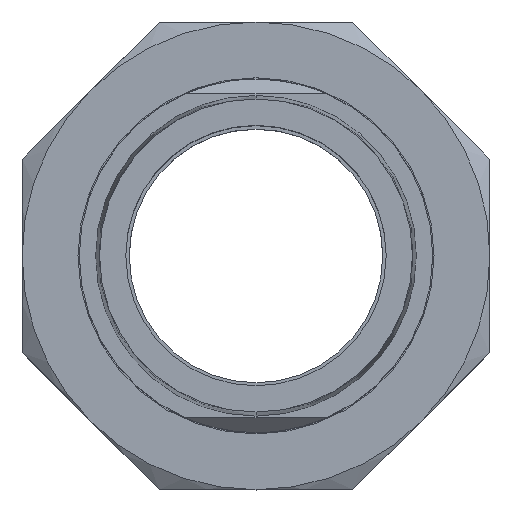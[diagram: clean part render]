
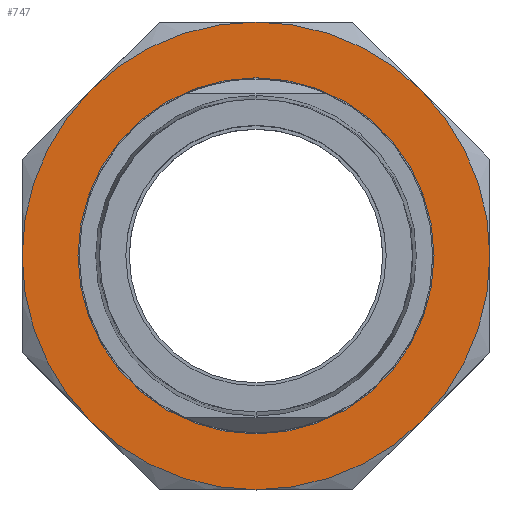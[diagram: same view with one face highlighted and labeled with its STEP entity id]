
A CAD part, top view. The second image highlights one B-rep face of the part: STEP entity #747.
In plain terms, the highlighted planar face has unit normal (0, 0, 1).
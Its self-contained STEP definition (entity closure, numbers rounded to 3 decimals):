
#122 = VERTEX_POINT ( 'NONE', #967 ) ;
#268 = VERTEX_POINT ( 'NONE', #1181 ) ;
#288 = VERTEX_POINT ( 'NONE', #1225 ) ;
#289 = EDGE_CURVE ( 'NONE', #381, #268, #1224, .T. ) ;
#304 = VERTEX_POINT ( 'NONE', #1259 ) ;
#305 = EDGE_CURVE ( 'NONE', #122, #304, #1253, .T. ) ;
#341 = EDGE_CURVE ( 'NONE', #268, #288, #1334, .T. ) ;
#381 = VERTEX_POINT ( 'NONE', #1457 ) ;
#386 = EDGE_CURVE ( 'NONE', #387, #381, #1445, .T. ) ;
#387 = VERTEX_POINT ( 'NONE', #1485 ) ;
#397 = VERTEX_POINT ( 'NONE', #1508 ) ;
#400 = VERTEX_POINT ( 'NONE', #1507 ) ;
#405 = EDGE_CURVE ( 'NONE', #400, #387, #1535, .T. ) ;
#416 = EDGE_CURVE ( 'NONE', #431, #421, #1560, .T. ) ;
#421 = VERTEX_POINT ( 'NONE', #1554 ) ;
#424 = EDGE_CURVE ( 'NONE', #397, #400, #1552, .T. ) ;
#431 = VERTEX_POINT ( 'NONE', #1591 ) ;
#436 = EDGE_CURVE ( 'NONE', #421, #397, #1611, .T. ) ;
#440 = EDGE_CURVE ( 'NONE', #288, #431, #1655, .T. ) ;
#493 = ORIENTED_EDGE ( 'NONE', *, *, #436, .T. ) ;
#494 = ORIENTED_EDGE ( 'NONE', *, *, #416, .T. ) ;
#736 = ORIENTED_EDGE ( 'NONE', *, *, #424, .T. ) ;
#746 = EDGE_CURVE ( 'NONE', #304, #122, #2229, .T. ) ;
#747 = ADVANCED_FACE ( 'NONE', ( #2224, #2223 ), #2222, .F. ) ;
#748 = ORIENTED_EDGE ( 'NONE', *, *, #746, .F. ) ;
#749 = ORIENTED_EDGE ( 'NONE', *, *, #305, .F. ) ;
#750 = EDGE_LOOP ( 'NONE', ( #751, #752, #753, #754, #755, #494, #493, #736 ) ) ;
#751 = ORIENTED_EDGE ( 'NONE', *, *, #405, .T. ) ;
#752 = ORIENTED_EDGE ( 'NONE', *, *, #386, .T. ) ;
#753 = ORIENTED_EDGE ( 'NONE', *, *, #289, .T. ) ;
#754 = ORIENTED_EDGE ( 'NONE', *, *, #341, .T. ) ;
#755 = ORIENTED_EDGE ( 'NONE', *, *, #440, .T. ) ;
#768 = EDGE_LOOP ( 'NONE', ( #748, #749 ) ) ;
#967 = CARTESIAN_POINT ( 'NONE',  ( -33.5, 0., 14. ) ) ;
#1181 = CARTESIAN_POINT ( 'NONE',  ( -31.113, 31.113, 14. ) ) ;
#1220 = DIRECTION ( 'NONE',  ( 1., 0., 0. ) ) ;
#1221 = DIRECTION ( 'NONE',  ( 0., 0., 1. ) ) ;
#1222 = CARTESIAN_POINT ( 'NONE',  ( 0., 0., 14. ) ) ;
#1223 = AXIS2_PLACEMENT_3D ( 'NONE', #1222, #1221, #1220 ) ;
#1224 = CIRCLE ( 'NONE', #1223, 44. ) ;
#1225 = CARTESIAN_POINT ( 'NONE',  ( -44., 0., 14. ) ) ;
#1249 = DIRECTION ( 'NONE',  ( 1., 0., 0. ) ) ;
#1250 = DIRECTION ( 'NONE',  ( 0., 0., 1. ) ) ;
#1251 = CARTESIAN_POINT ( 'NONE',  ( 0., 0., 14. ) ) ;
#1252 = AXIS2_PLACEMENT_3D ( 'NONE', #1251, #1250, #1249 ) ;
#1253 = CIRCLE ( 'NONE', #1252, 33.5 ) ;
#1259 = CARTESIAN_POINT ( 'NONE',  ( 33.5, 0., 14. ) ) ;
#1330 = DIRECTION ( 'NONE',  ( 1., 0., 0. ) ) ;
#1331 = DIRECTION ( 'NONE',  ( 0., 0., 1. ) ) ;
#1332 = CARTESIAN_POINT ( 'NONE',  ( 0., 0., 14. ) ) ;
#1333 = AXIS2_PLACEMENT_3D ( 'NONE', #1332, #1331, #1330 ) ;
#1334 = CIRCLE ( 'NONE', #1333, 44. ) ;
#1445 = CIRCLE ( 'NONE', #1488, 44. ) ;
#1446 = CARTESIAN_POINT ( 'NONE',  ( 0., 0., 14. ) ) ;
#1457 = CARTESIAN_POINT ( 'NONE',  ( 0., 44., 14. ) ) ;
#1485 = CARTESIAN_POINT ( 'NONE',  ( 31.113, 31.113, 14. ) ) ;
#1486 = DIRECTION ( 'NONE',  ( 1., 0., 0. ) ) ;
#1487 = DIRECTION ( 'NONE',  ( 0., 0., 1. ) ) ;
#1488 = AXIS2_PLACEMENT_3D ( 'NONE', #1446, #1487, #1486 ) ;
#1507 = CARTESIAN_POINT ( 'NONE',  ( 44., 0., 14. ) ) ;
#1508 = CARTESIAN_POINT ( 'NONE',  ( 31.113, -31.113, 14. ) ) ;
#1531 = DIRECTION ( 'NONE',  ( 1., 0., 0. ) ) ;
#1532 = DIRECTION ( 'NONE',  ( 0., 0., 1. ) ) ;
#1533 = CARTESIAN_POINT ( 'NONE',  ( 0., 0., 14. ) ) ;
#1534 = AXIS2_PLACEMENT_3D ( 'NONE', #1533, #1532, #1531 ) ;
#1535 = CIRCLE ( 'NONE', #1534, 44. ) ;
#1552 = CIRCLE ( 'NONE', #1602, 44. ) ;
#1554 = CARTESIAN_POINT ( 'NONE',  ( 0., -44., 14. ) ) ;
#1556 = DIRECTION ( 'NONE',  ( 1., 0., 0. ) ) ;
#1557 = DIRECTION ( 'NONE',  ( 0., 0., 1. ) ) ;
#1558 = CARTESIAN_POINT ( 'NONE',  ( 0., 0., 14. ) ) ;
#1559 = AXIS2_PLACEMENT_3D ( 'NONE', #1558, #1557, #1556 ) ;
#1560 = CIRCLE ( 'NONE', #1559, 44. ) ;
#1591 = CARTESIAN_POINT ( 'NONE',  ( -31.113, -31.113, 14. ) ) ;
#1599 = DIRECTION ( 'NONE',  ( 1., 0., 0. ) ) ;
#1600 = DIRECTION ( 'NONE',  ( 0., 0., 1. ) ) ;
#1601 = CARTESIAN_POINT ( 'NONE',  ( 0., 0., 14. ) ) ;
#1602 = AXIS2_PLACEMENT_3D ( 'NONE', #1601, #1600, #1599 ) ;
#1608 = DIRECTION ( 'NONE',  ( 1., 0., 0. ) ) ;
#1609 = DIRECTION ( 'NONE',  ( 0., 0., 1. ) ) ;
#1610 = AXIS2_PLACEMENT_3D ( 'NONE', #1620, #1609, #1608 ) ;
#1611 = CIRCLE ( 'NONE', #1610, 44. ) ;
#1620 = CARTESIAN_POINT ( 'NONE',  ( 0., 0., 14. ) ) ;
#1651 = DIRECTION ( 'NONE',  ( 1., 0., 0. ) ) ;
#1652 = DIRECTION ( 'NONE',  ( 0., 0., 1. ) ) ;
#1653 = CARTESIAN_POINT ( 'NONE',  ( 0., 0., 14. ) ) ;
#1654 = AXIS2_PLACEMENT_3D ( 'NONE', #1653, #1652, #1651 ) ;
#1655 = CIRCLE ( 'NONE', #1654, 44. ) ;
#2217 = DIRECTION ( 'NONE',  ( -1., 0., 0. ) ) ;
#2218 = DIRECTION ( 'NONE',  ( 0., 0., -1. ) ) ;
#2219 = AXIS2_PLACEMENT_3D ( 'NONE', #2221, #2218, #2217 ) ;
#2221 = CARTESIAN_POINT ( 'NONE',  ( 0., 44., 14. ) ) ;
#2222 = PLANE ( 'NONE',  #2219 ) ;
#2223 = FACE_OUTER_BOUND ( 'NONE', #750, .T. ) ;
#2224 = FACE_BOUND ( 'NONE', #768, .T. ) ;
#2225 = DIRECTION ( 'NONE',  ( 1., 0., 0. ) ) ;
#2226 = DIRECTION ( 'NONE',  ( 0., 0., 1. ) ) ;
#2227 = CARTESIAN_POINT ( 'NONE',  ( 0., 0., 14. ) ) ;
#2228 = AXIS2_PLACEMENT_3D ( 'NONE', #2227, #2226, #2225 ) ;
#2229 = CIRCLE ( 'NONE', #2228, 33.5 ) ;
